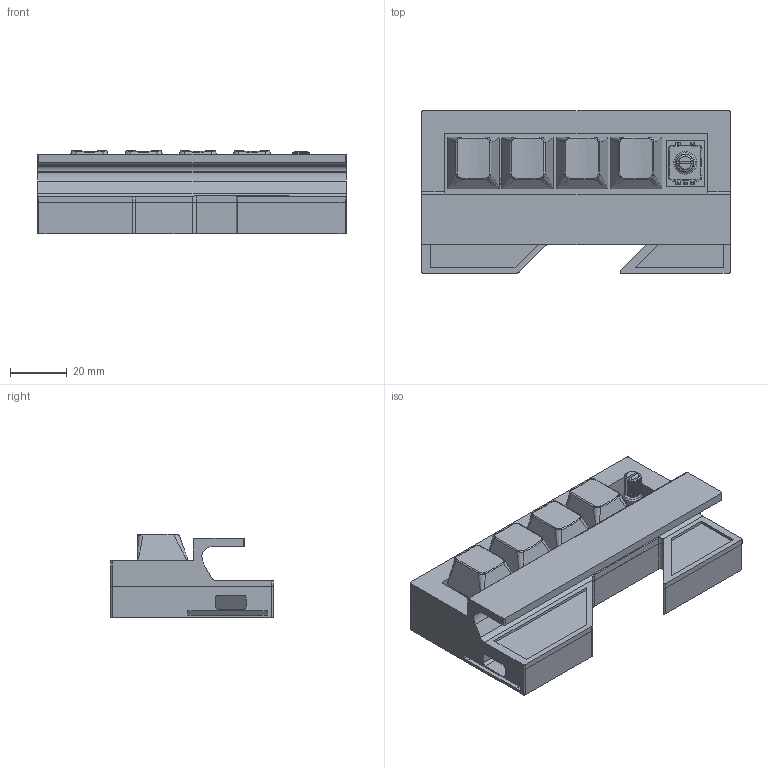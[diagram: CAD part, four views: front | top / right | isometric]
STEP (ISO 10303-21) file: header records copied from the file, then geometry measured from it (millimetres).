
FILE_DESCRIPTION(/* description */ (''),/* implementation_level */ '2;1');
FILE_NAME(/* name */ 'slipboard_assembled.step',/* time_stamp */ '2025-06-19T00:09:16-05:00',/* author */ (''),/* organization */ (''),/* preprocessor_version */ 'ST-DEVELOPER v20.1',/* originating_system */ 'Autodesk Translation Framework v14.10.0.0',/* authorisation */ '');
FILE_SCHEMA (('AUTOMOTIVE_DESIGN { 1 0 10303 214 3 1 1 }'));
Length unit declared in the file: millimetre
Products named in the file (10): 2025-06-17-01-26-54-616; 2025-06-17-19-56-38-228; 2025-06-17-19-56-38-228_1; 2025-06-17-19-56-38-228_2; 2025-06-17-19-56-38-228_3; 2025-06-17-19-56-38-229; 2025-06-17-19-56-38-230; 2025-06-17-19-56-38-231; 2025-06-17-20-38-29-467; 2025-06-18-07-26-47-974
Assembly tree (21 placements, depth 3):
  2025-06-17-01-26-54-616
    2025-06-17-19-56-38-228
      2025-06-17-19-56-38-229
      2025-06-17-19-56-38-230
      2025-06-17-19-56-38-231
    2025-06-17-19-56-38-228_1
      2025-06-17-19-56-38-229
      2025-06-17-19-56-38-230
      2025-06-17-19-56-38-231
    2025-06-17-19-56-38-228_2
      2025-06-17-19-56-38-229
      2025-06-17-19-56-38-230
      2025-06-17-19-56-38-231
    2025-06-17-19-56-38-228_3
      2025-06-17-19-56-38-229
      2025-06-17-19-56-38-230
      2025-06-17-19-56-38-231
    2025-06-17-20-38-29-467
    2025-06-18-07-26-47-974  x4
Bounding box: 108.5 x 57.01 x 29.4 mm (x, y, z)
Volume: 78139.7 mm3; surface area: 48692.3 mm2
Topology: 23 solids, 23 shells, 1801 faces, 4783 edges, 3112 vertices
Faces by surface type: plane 1331, cylinder 255, bspline 170, cone 29, torus 16
Full cylindrical faces by diameter (mm): 1 x8, 3.3 x1, 3.4 x8, 3.5 x1, 3.51 x1, 3.8 x4, 4 x1, 4.7 x4, 6 x8, 7 x1
Entity records: 39298 total; most frequent: CARTESIAN_POINT 10529, ORIENTED_EDGE 6164, DIRECTION 5226, EDGE_CURVE 3082, LINE 2246, VECTOR 2246, VERTEX_POINT 2014, AXIS2_PLACEMENT_3D 1490
